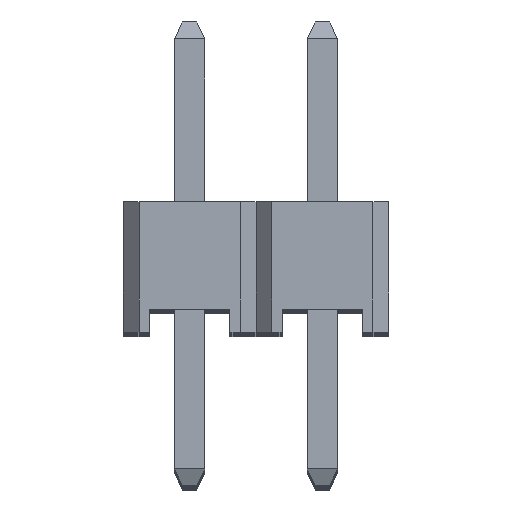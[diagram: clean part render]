
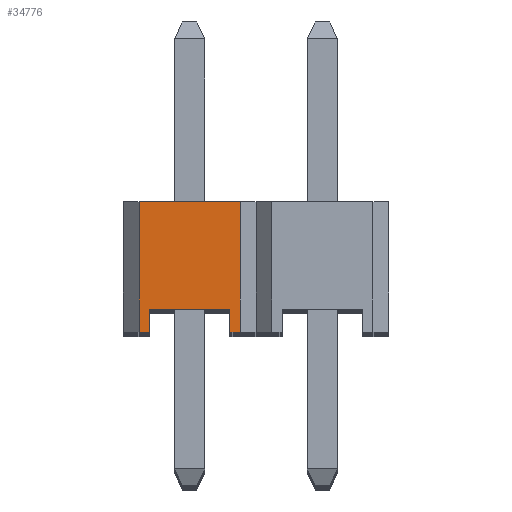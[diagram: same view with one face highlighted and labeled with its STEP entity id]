
A CAD part, top view. The second image highlights one B-rep face of the part: STEP entity #34776.
In plain terms, the highlighted planar face has unit normal (0, 0, 1).
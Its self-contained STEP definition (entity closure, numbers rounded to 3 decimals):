
#1581 = CARTESIAN_POINT ( 'NONE',  ( 0.5, 0.44, 45.72 ) ) ;
#2410 = EDGE_CURVE ( 'NONE', #24111, #20069, #44715, .T. ) ;
#2446 = DIRECTION ( 'NONE',  ( 0., 0., -1. ) ) ;
#4319 = DIRECTION ( 'NONE',  ( 1., 0., 0. ) ) ;
#4560 = DIRECTION ( 'NONE',  ( 1., 0., 0. ) ) ;
#4604 = ORIENTED_EDGE ( 'NONE', *, *, #42610, .T. ) ;
#6468 = ORIENTED_EDGE ( 'NONE', *, *, #43701, .T. ) ;
#6700 = PLANE ( 'NONE',  #9173 ) ;
#7458 = DIRECTION ( 'NONE',  ( 0., -1., 0. ) ) ;
#8185 = VECTOR ( 'NONE', #32996, 1000. ) ;
#9173 = AXIS2_PLACEMENT_3D ( 'NONE', #11212, #2446, #46804 ) ;
#9524 = EDGE_LOOP ( 'NONE', ( #41294, #6468, #14810, #33091, #22133, #52437, #4604, #46295 ) ) ;
#9986 = CARTESIAN_POINT ( 'NONE',  ( 2.24, 2.5, 45.72 ) ) ;
#10791 = DIRECTION ( 'NONE',  ( 1., 0., 0. ) ) ;
#11212 = CARTESIAN_POINT ( 'NONE',  ( 0.3, 2.5, 45.72 ) ) ;
#11350 = VERTEX_POINT ( 'NONE', #22883 ) ;
#11460 = CARTESIAN_POINT ( 'NONE',  ( 2.04, 0.44, 45.72 ) ) ;
#12067 = VERTEX_POINT ( 'NONE', #16856 ) ;
#12303 = VERTEX_POINT ( 'NONE', #44565 ) ;
#14810 = ORIENTED_EDGE ( 'NONE', *, *, #2410, .T. ) ;
#15451 = LINE ( 'NONE', #31368, #51600 ) ;
#16856 = CARTESIAN_POINT ( 'NONE',  ( 0.3, 0., 45.72 ) ) ;
#17330 = CARTESIAN_POINT ( 'NONE',  ( 0.5, 0., 45.72 ) ) ;
#19112 = VECTOR ( 'NONE', #10791, 1000. ) ;
#19444 = CARTESIAN_POINT ( 'NONE',  ( 2.04, 0., 45.72 ) ) ;
#19886 = VECTOR ( 'NONE', #37929, 1000. ) ;
#20069 = VERTEX_POINT ( 'NONE', #50219 ) ;
#22133 = ORIENTED_EDGE ( 'NONE', *, *, #25386, .F. ) ;
#22303 = VECTOR ( 'NONE', #4560, 1000. ) ;
#22883 = CARTESIAN_POINT ( 'NONE',  ( 0.5, 0.44, 45.72 ) ) ;
#24111 = VERTEX_POINT ( 'NONE', #19444 ) ;
#24757 = CARTESIAN_POINT ( 'NONE',  ( 0.3, 0., 45.72 ) ) ;
#25386 = EDGE_CURVE ( 'NONE', #34431, #33407, #33971, .T. ) ;
#28756 = VERTEX_POINT ( 'NONE', #17330 ) ;
#31368 = CARTESIAN_POINT ( 'NONE',  ( 0.3, 2.5, 45.72 ) ) ;
#31947 = LINE ( 'NONE', #48942, #8185 ) ;
#32337 = EDGE_CURVE ( 'NONE', #33407, #20069, #50416, .T. ) ;
#32996 = DIRECTION ( 'NONE',  ( 0., -1., 0. ) ) ;
#33091 = ORIENTED_EDGE ( 'NONE', *, *, #32337, .F. ) ;
#33407 = VERTEX_POINT ( 'NONE', #9986 ) ;
#33495 = VECTOR ( 'NONE', #4319, 1000. ) ;
#33513 = LINE ( 'NONE', #1581, #41557 ) ;
#33971 = LINE ( 'NONE', #50163, #19112 ) ;
#34431 = VERTEX_POINT ( 'NONE', #51316 ) ;
#34470 = CARTESIAN_POINT ( 'NONE',  ( 2.24, 2.5, 45.72 ) ) ;
#34776 = ADVANCED_FACE ( 'NONE', ( #42046 ), #6700, .F. ) ;
#37929 = DIRECTION ( 'NONE',  ( 0., -1., 0. ) ) ;
#40726 = CARTESIAN_POINT ( 'NONE',  ( 0.3, 0., 45.72 ) ) ;
#41294 = ORIENTED_EDGE ( 'NONE', *, *, #50249, .F. ) ;
#41479 = LINE ( 'NONE', #24757, #22303 ) ;
#41557 = VECTOR ( 'NONE', #42494, 1000. ) ;
#42046 = FACE_OUTER_BOUND ( 'NONE', #9524, .T. ) ;
#42494 = DIRECTION ( 'NONE',  ( -1., 0., 0. ) ) ;
#42610 = EDGE_CURVE ( 'NONE', #12067, #28756, #41479, .T. ) ;
#43701 = EDGE_CURVE ( 'NONE', #12303, #24111, #47866, .T. ) ;
#43882 = DIRECTION ( 'NONE',  ( 0., -1., 0. ) ) ;
#44565 = CARTESIAN_POINT ( 'NONE',  ( 2.04, 0.44, 45.72 ) ) ;
#44715 = LINE ( 'NONE', #40726, #33495 ) ;
#45270 = VECTOR ( 'NONE', #43882, 1000. ) ;
#46084 = EDGE_CURVE ( 'NONE', #34431, #12067, #15451, .T. ) ;
#46295 = ORIENTED_EDGE ( 'NONE', *, *, #47464, .F. ) ;
#46804 = DIRECTION ( 'NONE',  ( -1., 0., 0. ) ) ;
#47464 = EDGE_CURVE ( 'NONE', #11350, #28756, #31947, .T. ) ;
#47866 = LINE ( 'NONE', #11460, #45270 ) ;
#48942 = CARTESIAN_POINT ( 'NONE',  ( 0.5, 0.44, 45.72 ) ) ;
#50163 = CARTESIAN_POINT ( 'NONE',  ( 0.3, 2.5, 45.72 ) ) ;
#50219 = CARTESIAN_POINT ( 'NONE',  ( 2.24, 0., 45.72 ) ) ;
#50249 = EDGE_CURVE ( 'NONE', #12303, #11350, #33513, .T. ) ;
#50416 = LINE ( 'NONE', #34470, #19886 ) ;
#51316 = CARTESIAN_POINT ( 'NONE',  ( 0.3, 2.5, 45.72 ) ) ;
#51600 = VECTOR ( 'NONE', #7458, 1000. ) ;
#52437 = ORIENTED_EDGE ( 'NONE', *, *, #46084, .T. ) ;
